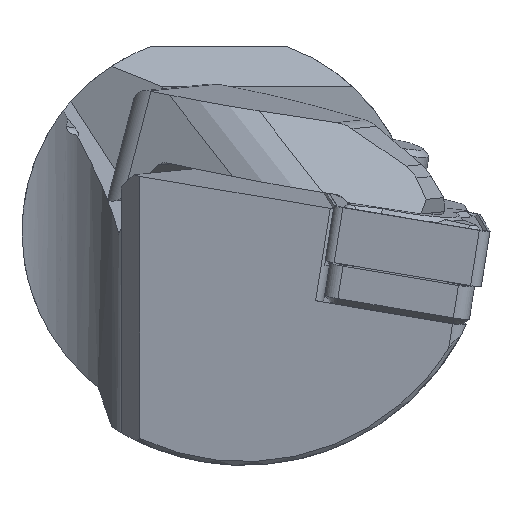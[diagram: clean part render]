
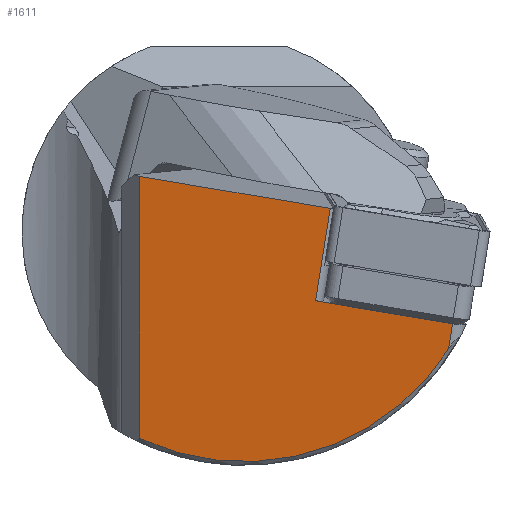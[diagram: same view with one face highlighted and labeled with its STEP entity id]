
A CAD part, left-side view. The second image highlights one B-rep face of the part: STEP entity #1611.
In plain terms, the highlighted planar face has unit normal (-0.991, 0.102, -0.089).
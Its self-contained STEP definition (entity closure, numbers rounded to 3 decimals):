
#1155=B_SPLINE_CURVE_WITH_KNOTS('',3,(#6845,#6846,#6847,#6848,#6849,#6850),
 .UNSPECIFIED.,.F.,.F.,(4,2,4),(0.,0.5,1.),.UNSPECIFIED.);
#1372=FACE_OUTER_BOUND('',#2009,.T.);
#1611=ADVANCED_FACE('',(#1372),#1722,.F.);
#1722=PLANE('',#4923);
#2009=EDGE_LOOP('',(#3590,#3591,#3592,#3593,#3594,#3595));
#2249=LINE('',#6904,#2557);
#2290=LINE('',#7281,#2598);
#2292=LINE('',#7290,#2600);
#2301=LINE('',#7317,#2609);
#2321=LINE('',#7428,#2629);
#2557=VECTOR('',#5670,1.);
#2598=VECTOR('',#5829,1.);
#2600=VECTOR('',#5837,1.);
#2609=VECTOR('',#5862,1.);
#2629=VECTOR('',#5930,1.);
#3590=ORIENTED_EDGE('',*,*,#4324,.T.);
#3591=ORIENTED_EDGE('',*,*,#4320,.T.);
#3592=ORIENTED_EDGE('',*,*,#4406,.T.);
#3593=ORIENTED_EDGE('',*,*,#4424,.F.);
#3594=ORIENTED_EDGE('',*,*,#4410,.F.);
#3595=ORIENTED_EDGE('',*,*,#4456,.T.);
#3871=VERTEX_POINT('',#6843);
#3873=VERTEX_POINT('',#6851);
#3876=VERTEX_POINT('',#6905);
#3935=VERTEX_POINT('',#7282);
#3937=VERTEX_POINT('',#7288);
#3939=VERTEX_POINT('',#7291);
#4320=EDGE_CURVE('',#3873,#3871,#1155,.T.);
#4324=EDGE_CURVE('',#3876,#3873,#2249,.T.);
#4406=EDGE_CURVE('',#3871,#3935,#2290,.T.);
#4410=EDGE_CURVE('',#3937,#3939,#2292,.T.);
#4424=EDGE_CURVE('',#3939,#3935,#2301,.T.);
#4456=EDGE_CURVE('',#3937,#3876,#2321,.T.);
#4923=AXIS2_PLACEMENT_3D('',#7429,#5931,#5932);
#5670=DIRECTION('',(0.09,0.,-0.996));
#5829=DIRECTION('',(-0.105,-0.156,0.982));
#5837=DIRECTION('',(0.105,0.156,-0.982));
#5862=DIRECTION('',(-0.086,-0.983,-0.165));
#5930=DIRECTION('',(0.086,0.983,0.165));
#5931=DIRECTION('',(0.991,-0.102,0.089));
#5932=DIRECTION('',(0.102,0.995,0.));
#6843=CARTESIAN_POINT('',(1.78,-18.646,-9.534));
#6845=CARTESIAN_POINT('',(5.013,6.438,-16.803));
#6846=CARTESIAN_POINT('',(4.75,2.062,-18.874));
#6847=CARTESIAN_POINT('',(4.273,-2.912,-19.252));
#6848=CARTESIAN_POINT('',(3.087,-12.107,-16.576));
#6849=CARTESIAN_POINT('',(2.411,-16.072,-13.599));
#6850=CARTESIAN_POINT('',(1.78,-18.646,-9.534));
#6851=CARTESIAN_POINT('',(5.013,6.438,-16.803));
#6904=CARTESIAN_POINT('',(-1.465,6.438,55.063));
#6905=CARTESIAN_POINT('',(3.096,6.438,4.468));
#7281=CARTESIAN_POINT('',(-4.493,-27.983,49.416));
#7282=CARTESIAN_POINT('',(1.563,-18.969,-7.497));
#7288=CARTESIAN_POINT('',(1.74,-9.029,1.874));
#7290=CARTESIAN_POINT('',(2.539,-7.841,-5.631));
#7291=CARTESIAN_POINT('',(2.539,-7.841,-5.631));
#7317=CARTESIAN_POINT('',(4.511,14.66,-1.857));
#7428=CARTESIAN_POINT('',(3.712,13.472,5.647));
#7429=CARTESIAN_POINT('',(-1.545,5.646,55.056));
